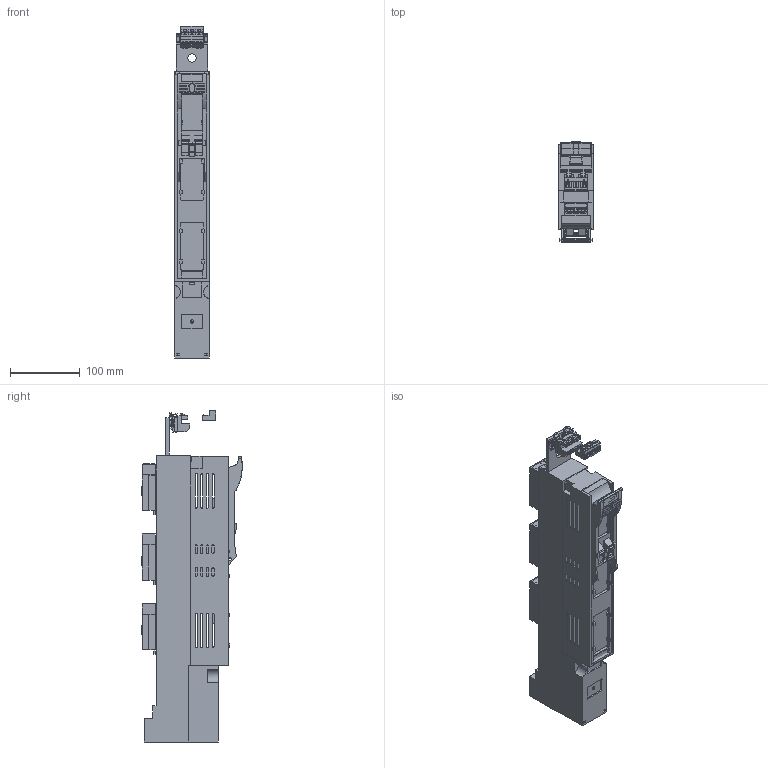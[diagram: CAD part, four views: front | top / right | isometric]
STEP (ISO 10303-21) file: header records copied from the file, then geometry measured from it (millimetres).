
FILE_DESCRIPTION(('CATIA V5 STEP'),'2;1');
FILE_NAME('L0768_NH_Wandlerlastschaltleiste_SL00_3x3_100_F_HA_3W_1_150-1_KL.stp','2019-01-29T07:25:03+00:00',('none'),('Jean Müller GmbH'),'CATIA Version 5 Release 19 SP 9 (IN-10)','CATIA V5 STEP AP214','none');
FILE_SCHEMA(('AUTOMOTIVE_DESIGN { 1 0 10303 214 1 1 1 1 }'));
Products named in the file (1): L0768_NH-Wandlerlastschaltleiste SL00-3x3/100/F/HA/3W/1/150-1/KL
Bounding box: 50 x 144.19 x 475.88 mm (x, y, z)
Volume: 1599634.7 mm3; surface area: 437189.5 mm2
Topology: 23 solids, 26 shells, 3727 faces, 10692 edges, 7088 vertices
Faces by surface type: plane 3075, cylinder 386, cone 148, bspline 80, torus 30, extrusion 8
Entity records: 119973 total; most frequent: CARTESIAN_POINT 27213, ORIENTED_EDGE 21360, DIRECTION 15446, EDGE_CURVE 10680, VECTOR 8883, LINE 8875, VERTEX_POINT 7088, EDGE_LOOP 4004
